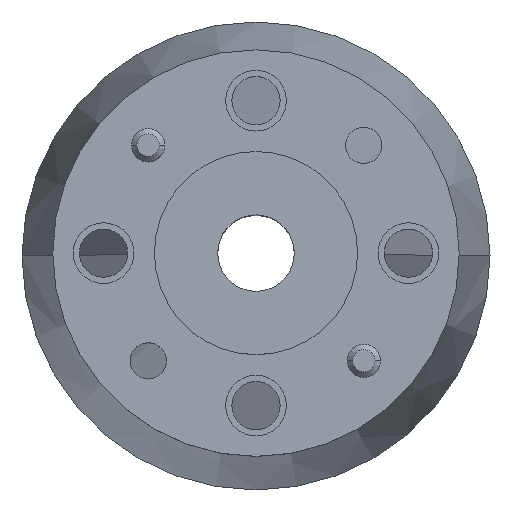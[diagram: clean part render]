
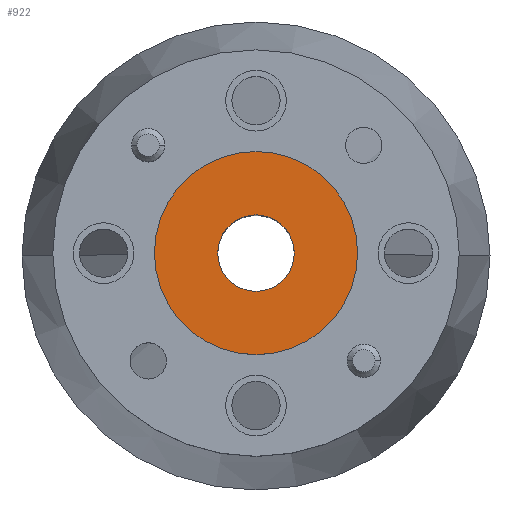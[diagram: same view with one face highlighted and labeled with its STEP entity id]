
A CAD part, top view. The second image highlights one B-rep face of the part: STEP entity #922.
In plain terms, the highlighted planar face has unit normal (0, 0, 1).
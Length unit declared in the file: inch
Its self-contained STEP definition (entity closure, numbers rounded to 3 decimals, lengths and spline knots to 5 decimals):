
#58 = DIRECTION ( 'NONE',  ( 1., 0., 0. ) ) ;
#140 = EDGE_CURVE ( 'NONE', #780, #428, #1779, .T. ) ;
#145 = AXIS2_PLACEMENT_3D ( 'NONE', #1802, #451, #1366 ) ;
#243 = AXIS2_PLACEMENT_3D ( 'NONE', #597, #448, #1211 ) ;
#300 = FACE_BOUND ( 'NONE', #736, .T. ) ;
#338 = EDGE_CURVE ( 'NONE', #1617, #846, #551, .T. ) ;
#428 = VERTEX_POINT ( 'NONE', #1792 ) ;
#448 = DIRECTION ( 'NONE',  ( 0., 0., 1. ) ) ;
#451 = DIRECTION ( 'NONE',  ( 0., 0., 1. ) ) ;
#507 = CIRCLE ( 'NONE', #1234, 0.1875 ) ;
#510 = CARTESIAN_POINT ( 'NONE',  ( 0., 0., 0.032 ) ) ;
#542 = CARTESIAN_POINT ( 'NONE',  ( 0.0705, 0., 0.032 ) ) ;
#551 = CIRCLE ( 'NONE', #145, 0.1875 ) ;
#592 = EDGE_LOOP ( 'NONE', ( #1879, #1576 ) ) ;
#597 = CARTESIAN_POINT ( 'NONE',  ( 0., 0., 0.032 ) ) ;
#736 = EDGE_LOOP ( 'NONE', ( #844, #1593 ) ) ;
#746 = FACE_OUTER_BOUND ( 'NONE', #592, .T. ) ;
#780 = VERTEX_POINT ( 'NONE', #542 ) ;
#803 = CARTESIAN_POINT ( 'NONE',  ( 0., 0., 0.032 ) ) ;
#833 = DIRECTION ( 'NONE',  ( 1., 0., 0. ) ) ;
#844 = ORIENTED_EDGE ( 'NONE', *, *, #140, .F. ) ;
#846 = VERTEX_POINT ( 'NONE', #1055 ) ;
#922 = ADVANCED_FACE ( 'NONE', ( #300, #746 ), #1203, .T. ) ;
#1055 = CARTESIAN_POINT ( 'NONE',  ( 0.1875, 0., 0.032 ) ) ;
#1203 = PLANE ( 'NONE',  #243 ) ;
#1211 = DIRECTION ( 'NONE',  ( 1., 0., 0. ) ) ;
#1234 = AXIS2_PLACEMENT_3D ( 'NONE', #1560, #1251, #1842 ) ;
#1251 = DIRECTION ( 'NONE',  ( 0., 0., 1. ) ) ;
#1366 = DIRECTION ( 'NONE',  ( 1., 0., 0. ) ) ;
#1367 = CARTESIAN_POINT ( 'NONE',  ( -0.1875, 0., 0.032 ) ) ;
#1398 = DIRECTION ( 'NONE',  ( 0., 0., 1. ) ) ;
#1546 = DIRECTION ( 'NONE',  ( 0., 0., 1. ) ) ;
#1560 = CARTESIAN_POINT ( 'NONE',  ( 0., 0., 0.032 ) ) ;
#1572 = CIRCLE ( 'NONE', #1641, 0.0705 ) ;
#1576 = ORIENTED_EDGE ( 'NONE', *, *, #1778, .T. ) ;
#1593 = ORIENTED_EDGE ( 'NONE', *, *, #1828, .F. ) ;
#1597 = AXIS2_PLACEMENT_3D ( 'NONE', #510, #1546, #833 ) ;
#1617 = VERTEX_POINT ( 'NONE', #1367 ) ;
#1641 = AXIS2_PLACEMENT_3D ( 'NONE', #803, #1398, #58 ) ;
#1778 = EDGE_CURVE ( 'NONE', #846, #1617, #507, .T. ) ;
#1779 = CIRCLE ( 'NONE', #1597, 0.0705 ) ;
#1792 = CARTESIAN_POINT ( 'NONE',  ( -0.0705, 0., 0.032 ) ) ;
#1802 = CARTESIAN_POINT ( 'NONE',  ( 0., 0., 0.032 ) ) ;
#1828 = EDGE_CURVE ( 'NONE', #428, #780, #1572, .T. ) ;
#1842 = DIRECTION ( 'NONE',  ( 1., 0., 0. ) ) ;
#1879 = ORIENTED_EDGE ( 'NONE', *, *, #338, .T. ) ;
